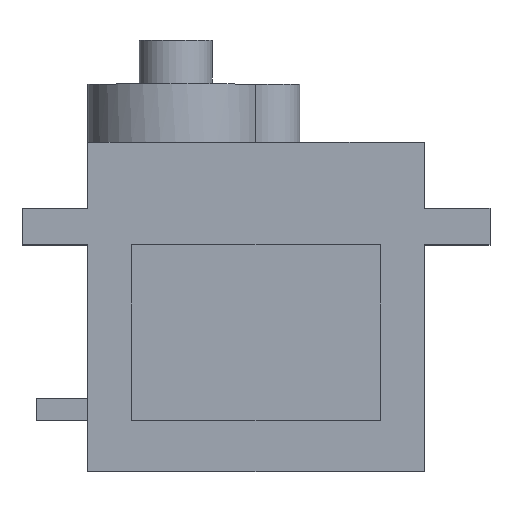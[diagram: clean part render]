
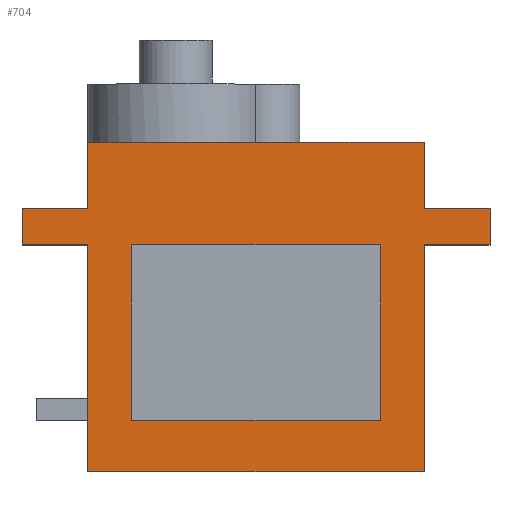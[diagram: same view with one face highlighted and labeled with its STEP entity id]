
A CAD part, top view. The second image highlights one B-rep face of the part: STEP entity #704.
In plain terms, the highlighted planar face has unit normal (0, 0, 1).
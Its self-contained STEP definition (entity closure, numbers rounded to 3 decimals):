
#29=PLANE('',#770);
#68=FACE_OUTER_BOUND('',#110,.T.);
#110=EDGE_LOOP('',(#532,#533,#534,#535,#536,#537,#538,#539,#540,#541,#542,
#543,#544));
#144=LINE('',#1028,#230);
#148=LINE('',#1035,#234);
#154=LINE('',#1048,#240);
#156=LINE('',#1054,#242);
#160=LINE('',#1060,#246);
#164=LINE('',#1069,#250);
#165=LINE('',#1072,#251);
#166=LINE('',#1073,#252);
#167=LINE('',#1075,#253);
#168=LINE('',#1077,#254);
#169=LINE('',#1079,#255);
#170=LINE('',#1080,#256);
#171=LINE('',#1081,#257);
#230=VECTOR('',#834,10.);
#234=VECTOR('',#840,10.);
#240=VECTOR('',#850,10.);
#242=VECTOR('',#854,10.);
#246=VECTOR('',#860,10.);
#250=VECTOR('',#866,10.);
#251=VECTOR('',#869,10.);
#252=VECTOR('',#870,10.);
#253=VECTOR('',#871,10.);
#254=VECTOR('',#872,10.);
#255=VECTOR('',#873,10.);
#256=VECTOR('',#874,10.);
#257=VECTOR('',#875,10.);
#333=VERTEX_POINT('',#1021);
#334=VERTEX_POINT('',#1027);
#336=VERTEX_POINT('',#1033);
#339=VERTEX_POINT('',#1042);
#341=VERTEX_POINT('',#1046);
#342=VERTEX_POINT('',#1050);
#344=VERTEX_POINT('',#1053);
#347=VERTEX_POINT('',#1063);
#349=VERTEX_POINT('',#1067);
#350=VERTEX_POINT('',#1071);
#351=VERTEX_POINT('',#1074);
#352=VERTEX_POINT('',#1076);
#353=VERTEX_POINT('',#1078);
#401=EDGE_CURVE('',#333,#334,#144,.T.);
#405=EDGE_CURVE('',#336,#333,#148,.T.);
#411=EDGE_CURVE('',#339,#341,#154,.T.);
#413=EDGE_CURVE('',#342,#344,#156,.T.);
#417=EDGE_CURVE('',#344,#341,#160,.T.);
#421=EDGE_CURVE('',#347,#349,#164,.T.);
#422=EDGE_CURVE('',#347,#350,#165,.T.);
#423=EDGE_CURVE('',#339,#349,#166,.T.);
#424=EDGE_CURVE('',#351,#342,#167,.T.);
#425=EDGE_CURVE('',#352,#351,#168,.T.);
#426=EDGE_CURVE('',#353,#352,#169,.T.);
#427=EDGE_CURVE('',#353,#334,#170,.T.);
#428=EDGE_CURVE('',#350,#336,#171,.T.);
#532=ORIENTED_EDGE('',*,*,#422,.F.);
#533=ORIENTED_EDGE('',*,*,#421,.T.);
#534=ORIENTED_EDGE('',*,*,#423,.F.);
#535=ORIENTED_EDGE('',*,*,#411,.T.);
#536=ORIENTED_EDGE('',*,*,#417,.F.);
#537=ORIENTED_EDGE('',*,*,#413,.F.);
#538=ORIENTED_EDGE('',*,*,#424,.F.);
#539=ORIENTED_EDGE('',*,*,#425,.F.);
#540=ORIENTED_EDGE('',*,*,#426,.F.);
#541=ORIENTED_EDGE('',*,*,#427,.T.);
#542=ORIENTED_EDGE('',*,*,#401,.F.);
#543=ORIENTED_EDGE('',*,*,#405,.F.);
#544=ORIENTED_EDGE('',*,*,#428,.F.);
#704=ADVANCED_FACE('',(#68),#29,.T.);
#770=AXIS2_PLACEMENT_3D('',#1070,#867,#868);
#834=DIRECTION('',(1.,0.,0.));
#840=DIRECTION('',(1.,0.,0.));
#850=DIRECTION('',(0.,-1.,0.));
#854=DIRECTION('',(0.,-1.,0.));
#860=DIRECTION('',(-1.,0.,0.));
#866=DIRECTION('',(0.,-1.,0.));
#867=DIRECTION('center_axis',(0.,0.,1.));
#868=DIRECTION('ref_axis',(-1.,0.,0.));
#869=DIRECTION('',(1.,0.,0.));
#870=DIRECTION('',(-1.,0.,0.));
#871=DIRECTION('',(-1.,0.,0.));
#872=DIRECTION('',(0.,-1.,0.));
#873=DIRECTION('',(1.,0.,0.));
#874=DIRECTION('',(0.,1.,0.));
#875=DIRECTION('',(0.,1.,0.));
#1021=CARTESIAN_POINT('',(-5.5,4.5,6.));
#1027=CARTESIAN_POINT('',(11.5,4.5,6.));
#1028=CARTESIAN_POINT('',(-16.,4.5,6.));
#1033=CARTESIAN_POINT('',(-11.5,4.5,6.));
#1035=CARTESIAN_POINT('',(-16.,4.5,6.));
#1042=CARTESIAN_POINT('',(-11.5,-2.5,6.));
#1046=CARTESIAN_POINT('',(-11.5,-18.,6.));
#1048=CARTESIAN_POINT('',(-11.5,0.,6.));
#1050=CARTESIAN_POINT('',(11.5,-2.5,6.));
#1053=CARTESIAN_POINT('',(11.5,-18.,6.));
#1054=CARTESIAN_POINT('',(11.5,0.,6.));
#1060=CARTESIAN_POINT('',(-16.,-18.,6.));
#1063=CARTESIAN_POINT('',(-16.,0.,6.));
#1067=CARTESIAN_POINT('',(-16.,-2.5,6.));
#1069=CARTESIAN_POINT('',(-16.,0.,6.));
#1070=CARTESIAN_POINT('Origin',(-11.5,0.,6.));
#1071=CARTESIAN_POINT('',(-11.5,0.,6.));
#1072=CARTESIAN_POINT('',(-16.,0.,6.));
#1073=CARTESIAN_POINT('',(-16.,-2.5,6.));
#1074=CARTESIAN_POINT('',(16.,-2.5,6.));
#1075=CARTESIAN_POINT('',(-16.,-2.5,6.));
#1076=CARTESIAN_POINT('',(16.,0.,6.));
#1077=CARTESIAN_POINT('',(16.,0.,6.));
#1078=CARTESIAN_POINT('',(11.5,0.,6.));
#1079=CARTESIAN_POINT('',(-16.,0.,6.));
#1080=CARTESIAN_POINT('',(11.5,0.,6.));
#1081=CARTESIAN_POINT('',(-11.5,0.,6.));
